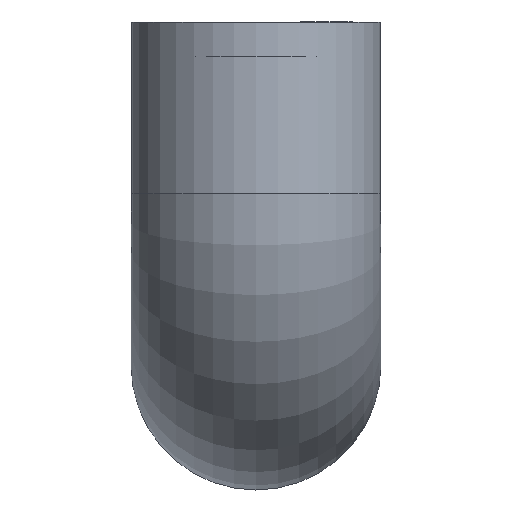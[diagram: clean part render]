
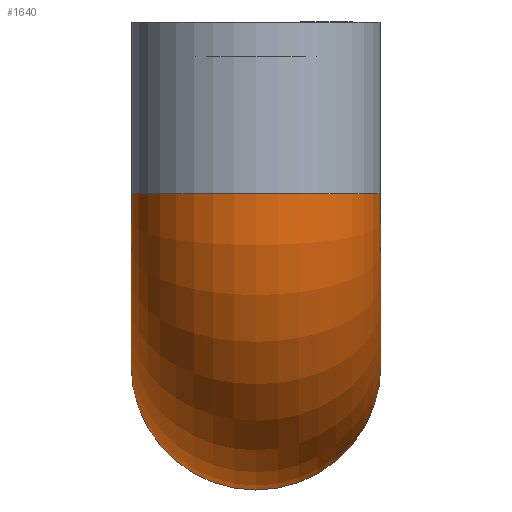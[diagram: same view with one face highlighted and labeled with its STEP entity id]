
A CAD part, left-side view. The second image highlights one B-rep face of the part: STEP entity #1640.
In plain terms, the highlighted toroidal (fillet/blend) face has major radius 700 mm and minor radius 510 mm.
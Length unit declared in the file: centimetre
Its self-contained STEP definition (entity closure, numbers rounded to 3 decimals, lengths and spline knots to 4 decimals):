
#77=TOROIDAL_SURFACE('',#1823,70.,51.);
#314=FACE_OUTER_BOUND('',#425,.T.);
#425=EDGE_LOOP('',(#1253,#1254,#1255,#1256,#1257));
#581=CIRCLE('',#1818,51.);
#582=CIRCLE('',#1819,51.);
#585=CIRCLE('',#1824,51.);
#586=CIRCLE('',#1825,19.);
#739=VERTEX_POINT('',#2889);
#740=VERTEX_POINT('',#2891);
#742=VERTEX_POINT('',#2899);
#923=EDGE_CURVE('',#740,#739,#581,.T.);
#924=EDGE_CURVE('',#739,#740,#582,.T.);
#927=EDGE_CURVE('',#742,#742,#585,.T.);
#928=EDGE_CURVE('',#742,#740,#586,.T.);
#1253=ORIENTED_EDGE('',*,*,#927,.F.);
#1254=ORIENTED_EDGE('',*,*,#928,.T.);
#1255=ORIENTED_EDGE('',*,*,#923,.T.);
#1256=ORIENTED_EDGE('',*,*,#924,.T.);
#1257=ORIENTED_EDGE('',*,*,#928,.F.);
#1640=ADVANCED_FACE('',(#314),#77,.T.);
#1818=AXIS2_PLACEMENT_3D('',#2892,#2213,#2214);
#1819=AXIS2_PLACEMENT_3D('',#2893,#2215,#2216);
#1823=AXIS2_PLACEMENT_3D('',#2898,#2223,#2224);
#1824=AXIS2_PLACEMENT_3D('',#2900,#2225,#2226);
#1825=AXIS2_PLACEMENT_3D('',#2901,#2227,#2228);
#2213=DIRECTION('center_axis',(0.,0.,
-1.));
#2214=DIRECTION('ref_axis',(1.,0.,0.));
#2215=DIRECTION('center_axis',(0.,0.,
-1.));
#2216=DIRECTION('ref_axis',(1.,0.,0.));
#2223=DIRECTION('center_axis',(0.,-1.,0.));
#2224=DIRECTION('ref_axis',(-1.,0.,0.));
#2225=DIRECTION('center_axis',(1.,0.,0.));
#2226=DIRECTION('ref_axis',(0.,0.,
1.));
#2227=DIRECTION('center_axis',(0.,1.,0.));
#2228=DIRECTION('ref_axis',(-1.,0.,0.));
#2889=CARTESIAN_POINT('',(0.,-51.,70.));
#2891=CARTESIAN_POINT('',(51.,0.,70.));
#2892=CARTESIAN_POINT('Origin',(0.,0.,
70.));
#2893=CARTESIAN_POINT('Origin',(0.,0.,
70.));
#2898=CARTESIAN_POINT('Origin',(70.,0.,70.));
#2899=CARTESIAN_POINT('',(70.,0.,51.));
#2900=CARTESIAN_POINT('Origin',(70.,0.,0.));
#2901=CARTESIAN_POINT('Origin',(70.,0.,70.));
